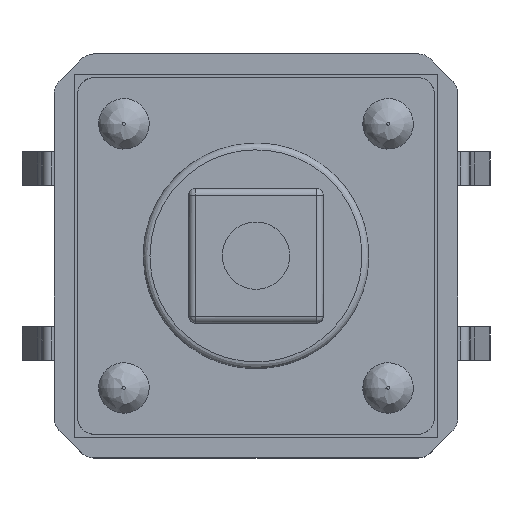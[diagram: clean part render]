
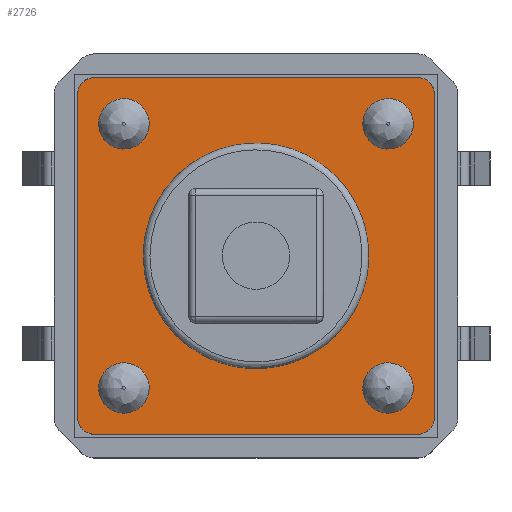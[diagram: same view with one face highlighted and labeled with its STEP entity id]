
A CAD part, top view. The second image highlights one B-rep face of the part: STEP entity #2726.
In plain terms, the highlighted free-form (B-spline) face has degree [1, 1] with [2, 2] control points.
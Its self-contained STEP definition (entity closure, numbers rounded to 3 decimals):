
#34 = VERTEX_POINT('',#35);
#35 = CARTESIAN_POINT('',(-5.458,4.583,3.62)
  );
#41 = EDGE_CURVE('',#34,#34,#42,.T.);
#42 = ( BOUNDED_CURVE() B_SPLINE_CURVE(2,(#43,#44,#45,#46,#47,#48,#49),
.UNSPECIFIED.,.T.,.F.) B_SPLINE_CURVE_WITH_KNOTS((1,2,2,2,2,1),(
    -2.094,0.,2.094,4.189,6.283,
8.378),.UNSPECIFIED.) CURVE() GEOMETRIC_REPRESENTATION_ITEM() 
RATIONAL_B_SPLINE_CURVE((1.,0.5,1.,0.5,1.,0.5,1.)) REPRESENTATION_ITEM(
  '') );
#43 = CARTESIAN_POINT('',(-5.458,4.583,3.62)
  );
#44 = CARTESIAN_POINT('',(-5.458,6.1,3.62)
  );
#45 = CARTESIAN_POINT('',(-4.144,5.341,3.62)
  );
#46 = CARTESIAN_POINT('',(-2.831,4.583,3.62)
  );
#47 = CARTESIAN_POINT('',(-4.144,3.824,3.62));
#48 = CARTESIAN_POINT('',(-5.458,3.066,3.62)
  );
#49 = CARTESIAN_POINT('',(-5.458,4.583,3.62)
  );
#105 = VERTEX_POINT('',#106);
#106 = CARTESIAN_POINT('',(3.706,4.583,3.62)
  );
#112 = EDGE_CURVE('',#105,#105,#113,.T.);
#113 = ( BOUNDED_CURVE() B_SPLINE_CURVE(2,(#114,#115,#116,#117,#118,#119
,#120),.UNSPECIFIED.,.T.,.F.) B_SPLINE_CURVE_WITH_KNOTS((1,2,2,2,2,1),(
    -2.094,0.,2.094,4.189,6.283,
8.378),.UNSPECIFIED.) CURVE() GEOMETRIC_REPRESENTATION_ITEM() 
RATIONAL_B_SPLINE_CURVE((1.,0.5,1.,0.5,1.,0.5,1.)) REPRESENTATION_ITEM(
  '') );
#114 = CARTESIAN_POINT('',(3.706,4.583,3.62)
  );
#115 = CARTESIAN_POINT('',(3.706,6.1,3.62)
  );
#116 = CARTESIAN_POINT('',(5.02,5.341,3.62)
  );
#117 = CARTESIAN_POINT('',(6.334,4.583,3.62)
  );
#118 = CARTESIAN_POINT('',(5.02,3.824,3.62)
  );
#119 = CARTESIAN_POINT('',(3.706,3.066,3.62)
  );
#120 = CARTESIAN_POINT('',(3.706,4.583,3.62)
  );
#176 = VERTEX_POINT('',#177);
#177 = CARTESIAN_POINT('',(3.706,-4.583,3.62
    ));
#183 = EDGE_CURVE('',#176,#176,#184,.T.);
#184 = ( BOUNDED_CURVE() B_SPLINE_CURVE(2,(#185,#186,#187,#188,#189,#190
,#191),.UNSPECIFIED.,.T.,.F.) B_SPLINE_CURVE_WITH_KNOTS((1,2,2,2,2,1),(
    -2.094,0.,2.094,4.189,6.283,
8.378),.UNSPECIFIED.) CURVE() GEOMETRIC_REPRESENTATION_ITEM() 
RATIONAL_B_SPLINE_CURVE((1.,0.5,1.,0.5,1.,0.5,1.)) REPRESENTATION_ITEM(
  '') );
#185 = CARTESIAN_POINT('',(3.706,-4.583,3.62
    ));
#186 = CARTESIAN_POINT('',(3.706,-3.066,3.62
    ));
#187 = CARTESIAN_POINT('',(5.02,-3.824,3.62)
  );
#188 = CARTESIAN_POINT('',(6.334,-4.583,3.62
    ));
#189 = CARTESIAN_POINT('',(5.02,-5.341,3.62
    ));
#190 = CARTESIAN_POINT('',(3.706,-6.1,3.62
    ));
#191 = CARTESIAN_POINT('',(3.706,-4.583,3.62
    ));
#247 = VERTEX_POINT('',#248);
#248 = CARTESIAN_POINT('',(-5.458,-4.583,
    3.62));
#254 = EDGE_CURVE('',#247,#247,#255,.T.);
#255 = ( BOUNDED_CURVE() B_SPLINE_CURVE(2,(#256,#257,#258,#259,#260,#261
,#262),.UNSPECIFIED.,.T.,.F.) B_SPLINE_CURVE_WITH_KNOTS((1,2,2,2,2,1),(
    -2.094,0.,2.094,4.189,6.283,
8.378),.UNSPECIFIED.) CURVE() GEOMETRIC_REPRESENTATION_ITEM() 
RATIONAL_B_SPLINE_CURVE((1.,0.5,1.,0.5,1.,0.5,1.)) REPRESENTATION_ITEM(
  '') );
#256 = CARTESIAN_POINT('',(-5.458,-4.583,
    3.62));
#257 = CARTESIAN_POINT('',(-5.458,-3.066,
    3.62));
#258 = CARTESIAN_POINT('',(-4.144,-3.824,3.62)
  );
#259 = CARTESIAN_POINT('',(-2.831,-4.583,
    3.62));
#260 = CARTESIAN_POINT('',(-4.144,-5.341,3.62
    ));
#261 = CARTESIAN_POINT('',(-5.458,-6.1,
    3.62));
#262 = CARTESIAN_POINT('',(-5.458,-4.583,
    3.62));
#1901 = VERTEX_POINT('',#1902);
#1902 = CARTESIAN_POINT('',(3.912,0.,
    3.62));
#1907 = EDGE_CURVE('',#1901,#1901,#1908,.T.);
#1908 = ( BOUNDED_CURVE() B_SPLINE_CURVE(2,(#1909,#1910,#1911,#1912,
#1913,#1914,#1915),.UNSPECIFIED.,.T.,.F.) B_SPLINE_CURVE_WITH_KNOTS((3,2
    ,2,3),(3.142,5.236,7.33,9.425),
.PIECEWISE_BEZIER_KNOTS.) CURVE() GEOMETRIC_REPRESENTATION_ITEM() 
RATIONAL_B_SPLINE_CURVE((1.,0.5,1.,0.5,1.,0.5,1.)) REPRESENTATION_ITEM(
  '') );
#1909 = CARTESIAN_POINT('',(3.912,0.,
    3.62));
#1910 = CARTESIAN_POINT('',(3.912,-6.775,
    3.62));
#1911 = CARTESIAN_POINT('',(-1.956,-3.388,
    3.62));
#1912 = CARTESIAN_POINT('',(-7.823,0.,
    3.62));
#1913 = CARTESIAN_POINT('',(-1.956,3.388,
    3.62));
#1914 = CARTESIAN_POINT('',(3.912,6.775,3.62
    ));
#1915 = CARTESIAN_POINT('',(3.912,0.,
    3.62));
#2500 = VERTEX_POINT('',#2501);
#2501 = CARTESIAN_POINT('',(-6.189,-5.605,
    3.62));
#2506 = EDGE_CURVE('',#2507,#2500,#2509,.T.);
#2507 = VERTEX_POINT('',#2508);
#2508 = CARTESIAN_POINT('',(-6.189,5.605,
    3.62));
#2509 = B_SPLINE_CURVE_WITH_KNOTS('',1,(#2510,#2511),.UNSPECIFIED.,.F.,
  .F.,(2,2),(0.,9.6),.PIECEWISE_BEZIER_KNOTS.);
#2510 = CARTESIAN_POINT('',(-6.189,5.605,
    3.62));
#2511 = CARTESIAN_POINT('',(-6.189,-5.605,
    3.62));
#2535 = EDGE_CURVE('',#2536,#2507,#2538,.T.);
#2536 = VERTEX_POINT('',#2537);
#2537 = CARTESIAN_POINT('',(-5.605,6.189,
    3.62));
#2538 = ( BOUNDED_CURVE() B_SPLINE_CURVE(2,(#2539,#2540,#2541),
.UNSPECIFIED.,.F.,.F.) B_SPLINE_CURVE_WITH_KNOTS((3,3),(0.,
1.571),.PIECEWISE_BEZIER_KNOTS.) CURVE() 
GEOMETRIC_REPRESENTATION_ITEM() RATIONAL_B_SPLINE_CURVE((1.,
0.707,1.)) REPRESENTATION_ITEM('') );
#2539 = CARTESIAN_POINT('',(-5.605,6.189,
    3.62));
#2540 = CARTESIAN_POINT('',(-6.189,6.189,
    3.62));
#2541 = CARTESIAN_POINT('',(-6.189,5.605,
    3.62));
#2566 = EDGE_CURVE('',#2567,#2536,#2569,.T.);
#2567 = VERTEX_POINT('',#2568);
#2568 = CARTESIAN_POINT('',(5.605,6.189,3.62
    ));
#2569 = B_SPLINE_CURVE_WITH_KNOTS('',1,(#2570,#2571),.UNSPECIFIED.,.F.,
  .F.,(2,2),(0.,9.6),.PIECEWISE_BEZIER_KNOTS.);
#2570 = CARTESIAN_POINT('',(5.605,6.189,3.62
    ));
#2571 = CARTESIAN_POINT('',(-5.605,6.189,
    3.62));
#2595 = EDGE_CURVE('',#2596,#2567,#2598,.T.);
#2596 = VERTEX_POINT('',#2597);
#2597 = CARTESIAN_POINT('',(6.189,5.605,3.62
    ));
#2598 = ( BOUNDED_CURVE() B_SPLINE_CURVE(2,(#2599,#2600,#2601),
.UNSPECIFIED.,.F.,.F.) B_SPLINE_CURVE_WITH_KNOTS((3,3),(0.,
1.571),.PIECEWISE_BEZIER_KNOTS.) CURVE() 
GEOMETRIC_REPRESENTATION_ITEM() RATIONAL_B_SPLINE_CURVE((1.,
0.707,1.)) REPRESENTATION_ITEM('') );
#2599 = CARTESIAN_POINT('',(6.189,5.605,3.62
    ));
#2600 = CARTESIAN_POINT('',(6.189,6.189,3.62
    ));
#2601 = CARTESIAN_POINT('',(5.605,6.189,3.62
    ));
#2626 = EDGE_CURVE('',#2627,#2596,#2629,.T.);
#2627 = VERTEX_POINT('',#2628);
#2628 = CARTESIAN_POINT('',(6.189,-5.605,
    3.62));
#2629 = B_SPLINE_CURVE_WITH_KNOTS('',1,(#2630,#2631),.UNSPECIFIED.,.F.,
  .F.,(2,2),(0.,9.6),.PIECEWISE_BEZIER_KNOTS.);
#2630 = CARTESIAN_POINT('',(6.189,-5.605,
    3.62));
#2631 = CARTESIAN_POINT('',(6.189,5.605,3.62
    ));
#2655 = EDGE_CURVE('',#2656,#2627,#2658,.T.);
#2656 = VERTEX_POINT('',#2657);
#2657 = CARTESIAN_POINT('',(5.605,-6.189,
    3.62));
#2658 = ( BOUNDED_CURVE() B_SPLINE_CURVE(2,(#2659,#2660,#2661),
.UNSPECIFIED.,.F.,.F.) B_SPLINE_CURVE_WITH_KNOTS((3,3),(0.,
1.571),.PIECEWISE_BEZIER_KNOTS.) CURVE() 
GEOMETRIC_REPRESENTATION_ITEM() RATIONAL_B_SPLINE_CURVE((1.,
0.707,1.)) REPRESENTATION_ITEM('') );
#2659 = CARTESIAN_POINT('',(5.605,-6.189,
    3.62));
#2660 = CARTESIAN_POINT('',(6.189,-6.189,
    3.62));
#2661 = CARTESIAN_POINT('',(6.189,-5.605,
    3.62));
#2686 = EDGE_CURVE('',#2687,#2656,#2689,.T.);
#2687 = VERTEX_POINT('',#2688);
#2688 = CARTESIAN_POINT('',(-5.605,-6.189,
    3.62));
#2689 = B_SPLINE_CURVE_WITH_KNOTS('',1,(#2690,#2691),.UNSPECIFIED.,.F.,
  .F.,(2,2),(0.,9.6),.PIECEWISE_BEZIER_KNOTS.);
#2690 = CARTESIAN_POINT('',(-5.605,-6.189,
    3.62));
#2691 = CARTESIAN_POINT('',(5.605,-6.189,
    3.62));
#2713 = EDGE_CURVE('',#2500,#2687,#2714,.T.);
#2714 = ( BOUNDED_CURVE() B_SPLINE_CURVE(2,(#2715,#2716,#2717),
.UNSPECIFIED.,.F.,.F.) B_SPLINE_CURVE_WITH_KNOTS((3,3),(0.,
1.571),.PIECEWISE_BEZIER_KNOTS.) CURVE() 
GEOMETRIC_REPRESENTATION_ITEM() RATIONAL_B_SPLINE_CURVE((1.,
0.707,1.)) REPRESENTATION_ITEM('') );
#2715 = CARTESIAN_POINT('',(-6.189,-5.605,
    3.62));
#2716 = CARTESIAN_POINT('',(-6.189,-6.189,
    3.62));
#2717 = CARTESIAN_POINT('',(-5.605,-6.189,
    3.62));
#2726 = ADVANCED_FACE('',(#2727,#2737,#2740,#2743,#2746,#2749),#2752,.T.
  );
#2727 = FACE_BOUND('',#2728,.T.);
#2728 = EDGE_LOOP('',(#2729,#2730,#2731,#2732,#2733,#2734,#2735,#2736));
#2729 = ORIENTED_EDGE('',*,*,#2713,.T.);
#2730 = ORIENTED_EDGE('',*,*,#2686,.T.);
#2731 = ORIENTED_EDGE('',*,*,#2655,.T.);
#2732 = ORIENTED_EDGE('',*,*,#2626,.T.);
#2733 = ORIENTED_EDGE('',*,*,#2595,.T.);
#2734 = ORIENTED_EDGE('',*,*,#2566,.T.);
#2735 = ORIENTED_EDGE('',*,*,#2535,.T.);
#2736 = ORIENTED_EDGE('',*,*,#2506,.T.);
#2737 = FACE_BOUND('',#2738,.T.);
#2738 = EDGE_LOOP('',(#2739));
#2739 = ORIENTED_EDGE('',*,*,#254,.T.);
#2740 = FACE_BOUND('',#2741,.T.);
#2741 = EDGE_LOOP('',(#2742));
#2742 = ORIENTED_EDGE('',*,*,#112,.T.);
#2743 = FACE_BOUND('',#2744,.T.);
#2744 = EDGE_LOOP('',(#2745));
#2745 = ORIENTED_EDGE('',*,*,#183,.T.);
#2746 = FACE_BOUND('',#2747,.T.);
#2747 = EDGE_LOOP('',(#2748));
#2748 = ORIENTED_EDGE('',*,*,#41,.T.);
#2749 = FACE_BOUND('',#2750,.T.);
#2750 = EDGE_LOOP('',(#2751));
#2751 = ORIENTED_EDGE('',*,*,#1907,.T.);
#2752 = B_SPLINE_SURFACE_WITH_KNOTS('',1,1,(
    (#2753,#2754)
    ,(#2755,#2756
    )),.UNSPECIFIED.,.F.,.F.,.F.,(2,2),(2,2),(-5.3,5.3),(-5.3,5.3),
  .PIECEWISE_BEZIER_KNOTS.);
#2753 = CARTESIAN_POINT('',(6.189,6.189,3.62
    ));
#2754 = CARTESIAN_POINT('',(6.189,-6.189,
    3.62));
#2755 = CARTESIAN_POINT('',(-6.189,6.189,
    3.62));
#2756 = CARTESIAN_POINT('',(-6.189,-6.189,
    3.62));
